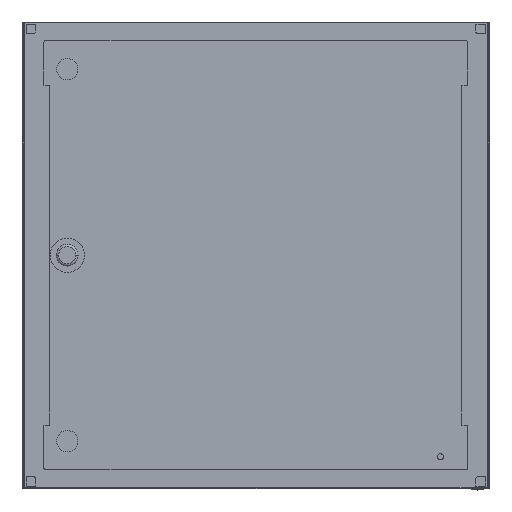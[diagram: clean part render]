
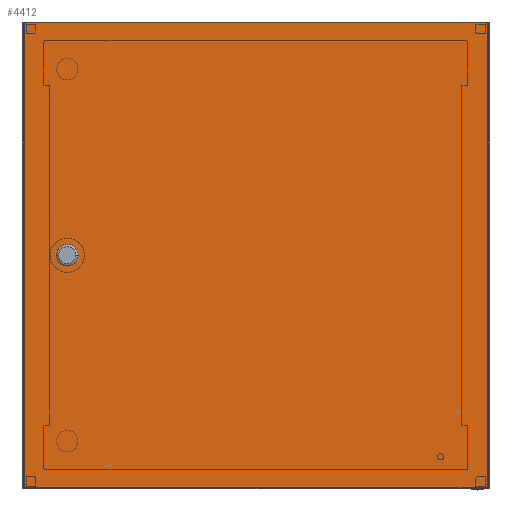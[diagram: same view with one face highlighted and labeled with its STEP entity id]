
A CAD part, top view. The second image highlights one B-rep face of the part: STEP entity #4412.
In plain terms, the highlighted face is planar.
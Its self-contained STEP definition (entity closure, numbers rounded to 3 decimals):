
#461 = CIRCLE ( 'NONE', #1260, 14. ) ;
#628 = CARTESIAN_POINT ( 'NONE',  ( -297.5, 299.25, 0. ) ) ;
#909 = VECTOR ( 'NONE', #4270, 1000. ) ;
#1260 = AXIS2_PLACEMENT_3D ( 'NONE', #7438, #12065, #12117 ) ;
#1305 = EDGE_LOOP ( 'NONE', ( #6962, #2626 ) ) ;
#1420 = DIRECTION ( 'NONE',  ( -1., 0., 0. ) ) ;
#1478 = AXIS2_PLACEMENT_3D ( 'NONE', #9914, #6030, #5223 ) ;
#1659 = VERTEX_POINT ( 'NONE', #3033 ) ;
#2626 = ORIENTED_EDGE ( 'NONE', *, *, #6935, .F. ) ;
#2696 = DIRECTION ( 'NONE',  ( 0., 1., 0. ) ) ;
#2743 = CARTESIAN_POINT ( 'NONE',  ( -297.5, 299.25, 0. ) ) ;
#2865 = VECTOR ( 'NONE', #1420, 1000. ) ;
#2932 = DIRECTION ( 'NONE',  ( 0., 0., -1. ) ) ;
#3033 = CARTESIAN_POINT ( 'NONE',  ( 297.5, -299.25, 0. ) ) ;
#3270 = EDGE_CURVE ( 'NONE', #9528, #8129, #461, .T. ) ;
#3306 = EDGE_LOOP ( 'NONE', ( #4928, #4217, #8001, #7725 ) ) ;
#3830 = DIRECTION ( 'NONE',  ( -1., 0., 0. ) ) ;
#4217 = ORIENTED_EDGE ( 'NONE', *, *, #11178, .F. ) ;
#4270 = DIRECTION ( 'NONE',  ( 1., 0., 0. ) ) ;
#4412 = ADVANCED_FACE ( 'NONE', ( #10405, #9238 ), #5720, .T. ) ;
#4443 = CARTESIAN_POINT ( 'NONE',  ( 228.5, 0., 0. ) ) ;
#4459 = EDGE_CURVE ( 'NONE', #4579, #6908, #11153, .T. ) ;
#4579 = VERTEX_POINT ( 'NONE', #628 ) ;
#4627 = DIRECTION ( 'NONE',  ( 0., -1., 0. ) ) ;
#4928 = ORIENTED_EDGE ( 'NONE', *, *, #4459, .F. ) ;
#5186 = AXIS2_PLACEMENT_3D ( 'NONE', #7557, #2932, #3830 ) ;
#5223 = DIRECTION ( 'NONE',  ( -1., 0., 0. ) ) ;
#5369 = LINE ( 'NONE', #10056, #12040 ) ;
#5633 = VERTEX_POINT ( 'NONE', #5844 ) ;
#5720 = PLANE ( 'NONE',  #5186 ) ;
#5844 = CARTESIAN_POINT ( 'NONE',  ( 297.5, 299.25, 0. ) ) ;
#5969 = CARTESIAN_POINT ( 'NONE',  ( -297.5, -299.25, 0. ) ) ;
#6030 = DIRECTION ( 'NONE',  ( 0., 0., -1. ) ) ;
#6908 = VERTEX_POINT ( 'NONE', #5969 ) ;
#6935 = EDGE_CURVE ( 'NONE', #8129, #9528, #7508, .T. ) ;
#6962 = ORIENTED_EDGE ( 'NONE', *, *, #3270, .F. ) ;
#7438 = CARTESIAN_POINT ( 'NONE',  ( 242.5, 0., 0. ) ) ;
#7504 = VECTOR ( 'NONE', #4627, 1000. ) ;
#7508 = CIRCLE ( 'NONE', #1478, 14. ) ;
#7557 = CARTESIAN_POINT ( 'NONE',  ( 0., 0., 0. ) ) ;
#7725 = ORIENTED_EDGE ( 'NONE', *, *, #11183, .F. ) ;
#8001 = ORIENTED_EDGE ( 'NONE', *, *, #10262, .F. ) ;
#8129 = VERTEX_POINT ( 'NONE', #4443 ) ;
#8826 = LINE ( 'NONE', #10612, #909 ) ;
#9238 = FACE_OUTER_BOUND ( 'NONE', #3306, .T. ) ;
#9528 = VERTEX_POINT ( 'NONE', #10467 ) ;
#9914 = CARTESIAN_POINT ( 'NONE',  ( 242.5, 0., 0. ) ) ;
#10056 = CARTESIAN_POINT ( 'NONE',  ( 297.5, 299.25, 0. ) ) ;
#10262 = EDGE_CURVE ( 'NONE', #1659, #5633, #5369, .T. ) ;
#10405 = FACE_BOUND ( 'NONE', #1305, .T. ) ;
#10467 = CARTESIAN_POINT ( 'NONE',  ( 256.5, 0., 0. ) ) ;
#10612 = CARTESIAN_POINT ( 'NONE',  ( 297.5, -299.25, 0. ) ) ;
#11153 = LINE ( 'NONE', #2743, #7504 ) ;
#11178 = EDGE_CURVE ( 'NONE', #5633, #4579, #11538, .T. ) ;
#11183 = EDGE_CURVE ( 'NONE', #6908, #1659, #8826, .T. ) ;
#11538 = LINE ( 'NONE', #11718, #2865 ) ;
#11718 = CARTESIAN_POINT ( 'NONE',  ( 297.5, 299.25, 0. ) ) ;
#12040 = VECTOR ( 'NONE', #2696, 1000. ) ;
#12065 = DIRECTION ( 'NONE',  ( 0., 0., -1. ) ) ;
#12117 = DIRECTION ( 'NONE',  ( -1., 0., 0. ) ) ;
